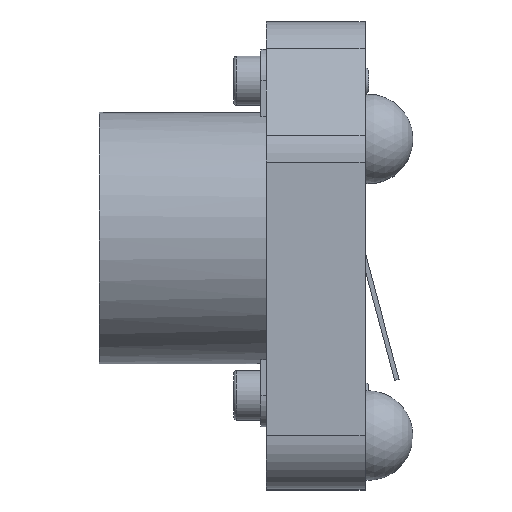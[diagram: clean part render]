
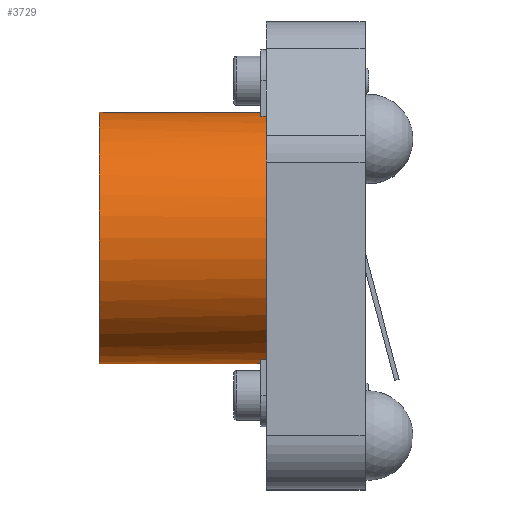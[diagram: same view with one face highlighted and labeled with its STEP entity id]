
A CAD part, top view. The second image highlights one B-rep face of the part: STEP entity #3729.
In plain terms, the highlighted cylindrical face has radius 14 mm (diameter 28 mm), a full revolution.
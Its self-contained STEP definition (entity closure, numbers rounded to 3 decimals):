
#474=FACE_OUTER_BOUND('',#712,.T.);
#712=EDGE_LOOP('',(#3021,#3022,#3023,#3024,#3025,#3026,#3027,#3028,#3029,
#3030,#3031,#3032,#3033,#3034,#3035,#3036));
#969=LINE('',#6216,#1263);
#977=LINE('',#6231,#1271);
#978=LINE('',#6238,#1272);
#979=LINE('',#6243,#1273);
#980=LINE('',#6247,#1274);
#981=LINE('',#6251,#1275);
#982=LINE('',#6255,#1276);
#1263=VECTOR('',#5052,10.);
#1271=VECTOR('',#5064,10.);
#1272=VECTOR('',#5073,14.);
#1273=VECTOR('',#5078,10.);
#1274=VECTOR('',#5081,10.);
#1275=VECTOR('',#5084,10.);
#1276=VECTOR('',#5087,10.);
#1548=CIRCLE('',#4256,14.);
#1549=CIRCLE('',#4257,14.);
#1550=CIRCLE('',#4259,14.);
#1551=CIRCLE('',#4260,14.);
#1552=CIRCLE('',#4261,14.);
#1553=CIRCLE('',#4262,14.);
#1554=CIRCLE('',#4263,14.);
#1555=CIRCLE('',#4264,14.);
#1794=VERTEX_POINT('',#6212);
#1796=VERTEX_POINT('',#6215);
#1800=VERTEX_POINT('',#6227);
#1801=VERTEX_POINT('',#6229);
#1802=VERTEX_POINT('',#6233);
#1803=VERTEX_POINT('',#6237);
#1804=VERTEX_POINT('',#6240);
#1805=VERTEX_POINT('',#6242);
#1806=VERTEX_POINT('',#6244);
#1807=VERTEX_POINT('',#6246);
#1808=VERTEX_POINT('',#6248);
#1809=VERTEX_POINT('',#6250);
#1810=VERTEX_POINT('',#6252);
#1811=VERTEX_POINT('',#6254);
#2231=EDGE_CURVE('',#1796,#1794,#969,.T.);
#2239=EDGE_CURVE('',#1800,#1801,#977,.T.);
#2240=EDGE_CURVE('',#1802,#1796,#1548,.T.);
#2241=EDGE_CURVE('',#1801,#1802,#1549,.T.);
#2242=EDGE_CURVE('',#1802,#1803,#978,.T.);
#2243=EDGE_CURVE('',#1803,#1803,#1550,.T.);
#2244=EDGE_CURVE('',#1804,#1794,#1551,.T.);
#2245=EDGE_CURVE('',#1804,#1805,#979,.T.);
#2246=EDGE_CURVE('',#1805,#1806,#1552,.T.);
#2247=EDGE_CURVE('',#1806,#1807,#980,.T.);
#2248=EDGE_CURVE('',#1808,#1807,#1553,.T.);
#2249=EDGE_CURVE('',#1808,#1809,#981,.T.);
#2250=EDGE_CURVE('',#1809,#1810,#1554,.T.);
#2251=EDGE_CURVE('',#1810,#1811,#982,.T.);
#2252=EDGE_CURVE('',#1800,#1811,#1555,.T.);
#3021=ORIENTED_EDGE('',*,*,#2239,.T.);
#3022=ORIENTED_EDGE('',*,*,#2241,.T.);
#3023=ORIENTED_EDGE('',*,*,#2242,.T.);
#3024=ORIENTED_EDGE('',*,*,#2243,.T.);
#3025=ORIENTED_EDGE('',*,*,#2242,.F.);
#3026=ORIENTED_EDGE('',*,*,#2240,.T.);
#3027=ORIENTED_EDGE('',*,*,#2231,.T.);
#3028=ORIENTED_EDGE('',*,*,#2244,.F.);
#3029=ORIENTED_EDGE('',*,*,#2245,.T.);
#3030=ORIENTED_EDGE('',*,*,#2246,.T.);
#3031=ORIENTED_EDGE('',*,*,#2247,.T.);
#3032=ORIENTED_EDGE('',*,*,#2248,.F.);
#3033=ORIENTED_EDGE('',*,*,#2249,.T.);
#3034=ORIENTED_EDGE('',*,*,#2250,.T.);
#3035=ORIENTED_EDGE('',*,*,#2251,.T.);
#3036=ORIENTED_EDGE('',*,*,#2252,.F.);
#3607=CYLINDRICAL_SURFACE('',#4258,14.);
#3729=ADVANCED_FACE('',(#474),#3607,.T.);
#4256=AXIS2_PLACEMENT_3D('',#6234,#5067,#5068);
#4257=AXIS2_PLACEMENT_3D('',#6235,#5069,#5070);
#4258=AXIS2_PLACEMENT_3D('',#6236,#5071,#5072);
#4259=AXIS2_PLACEMENT_3D('',#6239,#5074,#5075);
#4260=AXIS2_PLACEMENT_3D('',#6241,#5076,#5077);
#4261=AXIS2_PLACEMENT_3D('',#6245,#5079,#5080);
#4262=AXIS2_PLACEMENT_3D('',#6249,#5082,#5083);
#4263=AXIS2_PLACEMENT_3D('',#6253,#5085,#5086);
#4264=AXIS2_PLACEMENT_3D('',#6256,#5088,#5089);
#5052=DIRECTION('',(0.,1.,0.));
#5064=DIRECTION('',(0.,-1.,0.));
#5067=DIRECTION('center_axis',(0.,-1.,0.));
#5068=DIRECTION('ref_axis',(-1.,0.,0.));
#5069=DIRECTION('center_axis',(0.,-1.,0.));
#5070=DIRECTION('ref_axis',(-1.,0.,0.));
#5071=DIRECTION('center_axis',(0.,1.,0.));
#5072=DIRECTION('ref_axis',(-1.,0.,0.));
#5073=DIRECTION('',(0.,-1.,0.));
#5074=DIRECTION('center_axis',(0.,1.,0.));
#5075=DIRECTION('ref_axis',(-1.,0.,0.));
#5076=DIRECTION('center_axis',(0.,1.,0.));
#5077=DIRECTION('ref_axis',(-1.,0.,0.));
#5078=DIRECTION('',(0.,-1.,0.));
#5079=DIRECTION('center_axis',(0.,-1.,0.));
#5080=DIRECTION('ref_axis',(-1.,0.,0.));
#5081=DIRECTION('',(0.,1.,0.));
#5082=DIRECTION('center_axis',(0.,1.,0.));
#5083=DIRECTION('ref_axis',(-1.,0.,0.));
#5084=DIRECTION('',(0.,-1.,0.));
#5085=DIRECTION('center_axis',(0.,-1.,0.));
#5086=DIRECTION('ref_axis',(-1.,0.,0.));
#5087=DIRECTION('',(0.,1.,0.));
#5088=DIRECTION('center_axis',(0.,1.,0.));
#5089=DIRECTION('ref_axis',(-1.,0.,0.));
#6212=CARTESIAN_POINT('',(12.124,19.,7.));
#6215=CARTESIAN_POINT('',(12.124,2.,7.));
#6216=CARTESIAN_POINT('',(12.124,0.,7.));
#6227=CARTESIAN_POINT('',(12.124,19.,-7.));
#6229=CARTESIAN_POINT('',(12.124,2.,-7.));
#6231=CARTESIAN_POINT('',(12.124,0.,-7.));
#6233=CARTESIAN_POINT('',(14.,2.,0.));
#6234=CARTESIAN_POINT('Origin',(0.,2.,0.));
#6235=CARTESIAN_POINT('Origin',(0.,2.,0.));
#6236=CARTESIAN_POINT('Origin',(0.,0.,0.));
#6237=CARTESIAN_POINT('',(14.,0.,0.));
#6238=CARTESIAN_POINT('',(14.,0.,0.));
#6239=CARTESIAN_POINT('Origin',(0.,0.,0.));
#6240=CARTESIAN_POINT('',(3.5,19.,13.555));
#6241=CARTESIAN_POINT('Origin',(0.,19.,0.));
#6242=CARTESIAN_POINT('',(3.5,18.,13.555));
#6243=CARTESIAN_POINT('',(3.5,0.,13.555));
#6244=CARTESIAN_POINT('',(-3.5,18.,13.555));
#6245=CARTESIAN_POINT('Origin',(0.,18.,0.));
#6246=CARTESIAN_POINT('',(-3.5,19.,13.555));
#6247=CARTESIAN_POINT('',(-3.5,0.,13.555));
#6248=CARTESIAN_POINT('',(-3.5,19.,-13.555));
#6249=CARTESIAN_POINT('Origin',(0.,19.,0.));
#6250=CARTESIAN_POINT('',(-3.5,18.,-13.555));
#6251=CARTESIAN_POINT('',(-3.5,0.,-13.555));
#6252=CARTESIAN_POINT('',(3.5,18.,-13.555));
#6253=CARTESIAN_POINT('Origin',(0.,18.,0.));
#6254=CARTESIAN_POINT('',(3.5,19.,-13.555));
#6255=CARTESIAN_POINT('',(3.5,0.,-13.555));
#6256=CARTESIAN_POINT('Origin',(0.,19.,0.));
